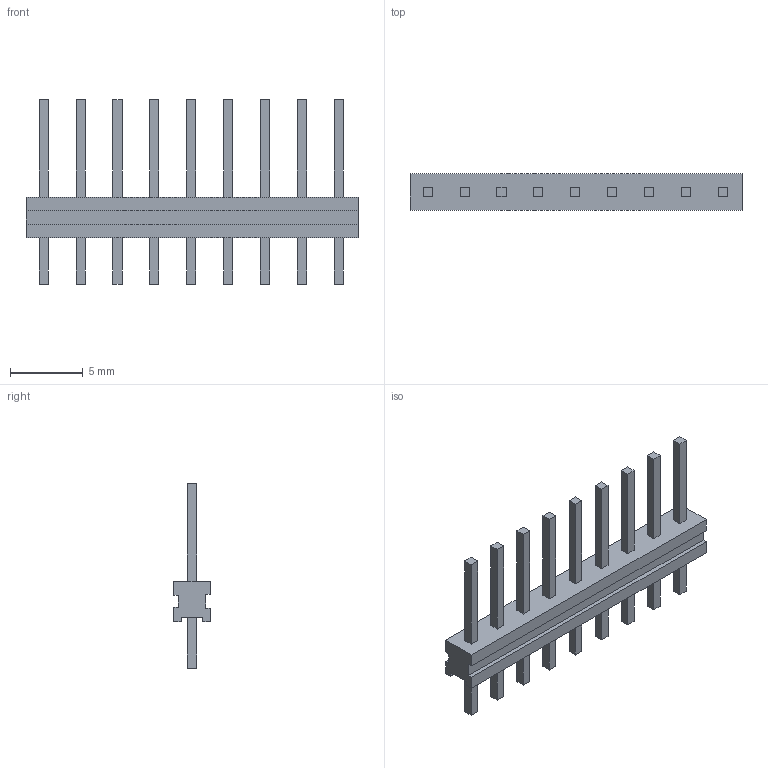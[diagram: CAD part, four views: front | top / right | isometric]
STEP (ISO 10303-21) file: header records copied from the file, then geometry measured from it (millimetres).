
FILE_DESCRIPTION(('FreeCAD Model'),'2;1');
FILE_NAME('Pocket.step', '2017-09-30T23:52:29',('kicad StepUp'),('ksu MCAD'), 'Open CASCADE STEP processor 6.8','FreeCAD','Unknown');
FILE_SCHEMA(('AUTOMOTIVE_DESIGN_CC2 { 1 2 10303 214 -1 1 5 4 }'));
Length unit declared in the file: millimetre
Products named in the file (1): Pocket
Bounding box: 22.86 x 2.5 x 12.7 mm (x, y, z)
Volume: 174 mm3; surface area: 526.8 mm2
Topology: 1 solids, 1 shells, 108 faces, 264 edges, 176 vertices
Faces by surface type: plane 108
Entity records: 3129 total; most frequent: CARTESIAN_POINT 549, ORIENTED_EDGE 528, DIRECTION 482, EDGE_CURVE 264, LINE 264, VECTOR 264, VERTEX_POINT 176, FACE_BOUND 126
